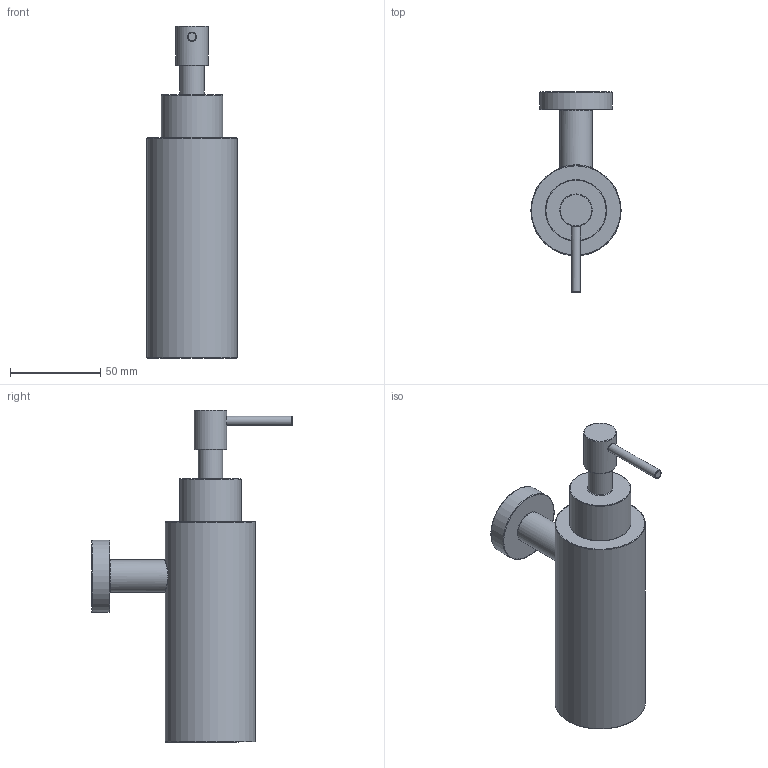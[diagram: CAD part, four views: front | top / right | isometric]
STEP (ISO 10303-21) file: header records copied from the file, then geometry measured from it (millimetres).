
FILE_DESCRIPTION(/* description */ ('Unknown'),/* implementation_level */ '2;1');
FILE_NAME(/* name */ 'CBA09',/* time_stamp */ '2016-03-15T11:19:11+01:00',/* author */ ('Unknown'),/* organization */ ('Unknown'),/* preprocessor_version */ 'ST-DEVELOPER v16.7',/* originating_system */ 'DEX',/* authorisation */ $);
FILE_SCHEMA (('AUTOMOTIVE_DESIGN {1 0 10303 214 3 1 1}'));
Length unit declared in the file: millimetre
Products named in the file (5): CBA09; PORTA DISPENSER A MURO; PORTA DISPENSER A MURO_0; PORTA DISPENSER A MURO_1; PORTA DISPENSER A MURO_2
Assembly tree (4 placements, depth 2):
  CBA09
    PORTA DISPENSER A MURO
    PORTA DISPENSER A MURO_0
    PORTA DISPENSER A MURO_1
    PORTA DISPENSER A MURO_2
Bounding box: 50 x 111.35 x 184 mm (x, y, z)
Volume: 283607.3 mm3; surface area: 37006 mm2
Topology: 4 solids, 4 shells, 49 faces, 102 edges, 66 vertices
Faces by surface type: plane 16, cylinder 12, torus 11, bspline 8, cone 2
Full cylindrical faces by diameter (mm): 5 x1, 6.1 x1, 13.5 x1, 18 x3, 32.2 x1, 34 x1, 40 x1, 50 x1
Entity records: 3528 total; most frequent: CARTESIAN_POINT 2563, DIRECTION 162, ORIENTED_EDGE 144, EDGE_LOOP 81, FACE_BOUND 81, AXIS2_PLACEMENT_3D 80, EDGE_CURVE 72, VERTEX_POINT 59
